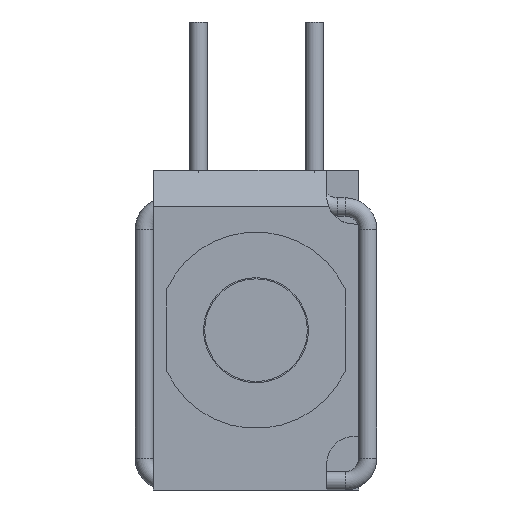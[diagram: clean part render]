
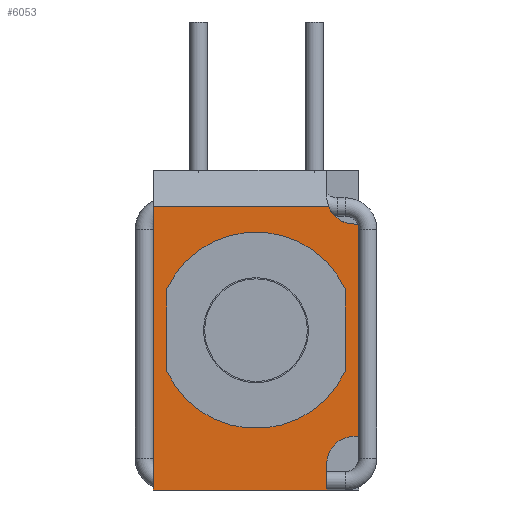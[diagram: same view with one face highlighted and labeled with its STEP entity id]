
A CAD part, front view. The second image highlights one B-rep face of the part: STEP entity #6053.
In plain terms, the highlighted planar face has unit normal (0, -1, 0).
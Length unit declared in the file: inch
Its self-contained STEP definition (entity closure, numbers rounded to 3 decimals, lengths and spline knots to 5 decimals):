
#908=CARTESIAN_POINT('',(0.08858,-0.22953,0.09154));
#909=VERTEX_POINT('',#908);
#916=CARTESIAN_POINT('',(0.08858,-0.22953,-0.09154));
#917=VERTEX_POINT('',#916);
#918=CARTESIAN_POINT('',(0.08858,-0.22953,-0.09154));
#919=DIRECTION('',(0.0,0.0,1.0));
#920=VECTOR('',#919,0.18307);
#921=LINE('',#918,#920);
#922=EDGE_CURVE('',#917,#909,#921,.T.);
#5627=CARTESIAN_POINT('',(0.08465,-0.22953,-0.09154));
#5628=VERTEX_POINT('',#5627);
#5635=CARTESIAN_POINT('',(0.06102,-0.22953,-0.11516));
#5636=VERTEX_POINT('',#5635);
#5637=CARTESIAN_POINT('',(0.08465,-0.22953,-0.11516));
#5638=DIRECTION('',(0.0,1.0,0.0));
#5639=DIRECTION('',(0.0,0.0,1.0));
#5640=AXIS2_PLACEMENT_3D('',#5637,#5638,#5639);
#5641=CIRCLE('',#5640,0.02362);
#5642=EDGE_CURVE('',#5636,#5628,#5641,.T.);
#5660=CARTESIAN_POINT('',(0.06102,-0.22953,-0.1378));
#5661=VERTEX_POINT('',#5660);
#5662=CARTESIAN_POINT('',(0.06102,-0.22953,-0.1378));
#5663=DIRECTION('',(0.0,0.0,1.0));
#5664=VECTOR('',#5663,0.02264);
#5665=LINE('',#5662,#5664);
#5666=EDGE_CURVE('',#5661,#5636,#5665,.T.);
#5692=CARTESIAN_POINT('',(0.08465,-0.22953,-0.09154));
#5693=DIRECTION('',(1.0,0.0,0.0));
#5694=VECTOR('',#5693,0.00394);
#5695=LINE('',#5692,#5694);
#5696=EDGE_CURVE('',#5628,#917,#5695,.T.);
#5730=CARTESIAN_POINT('',(0.06275,-0.22953,0.1063));
#5731=VERTEX_POINT('',#5730);
#5739=CARTESIAN_POINT('',(0.08465,-0.22953,0.09154));
#5740=VERTEX_POINT('',#5739);
#5741=CARTESIAN_POINT('',(0.08465,-0.22953,0.11516));
#5742=DIRECTION('',(0.0,1.0,0.0));
#5743=DIRECTION('',(-1.0,0.0,0.0));
#5744=AXIS2_PLACEMENT_3D('',#5741,#5742,#5743);
#5745=CIRCLE('',#5744,0.02362);
#5746=EDGE_CURVE('',#5740,#5731,#5745,.T.);
#5767=CARTESIAN_POINT('',(0.08858,-0.22953,0.09154));
#5768=DIRECTION('',(-1.0,0.0,0.0));
#5769=VECTOR('',#5768,0.00394);
#5770=LINE('',#5767,#5769);
#5771=EDGE_CURVE('',#909,#5740,#5770,.T.);
#5819=CARTESIAN_POINT('',(-0.08858,-0.22953,0.1063));
#5820=VERTEX_POINT('',#5819);
#5827=CARTESIAN_POINT('',(0.06275,-0.22953,0.1063));
#5828=DIRECTION('',(-1.0,0.0,0.0));
#5829=VECTOR('',#5828,0.15133);
#5830=LINE('',#5827,#5829);
#5831=EDGE_CURVE('',#5731,#5820,#5830,.T.);
#5892=CARTESIAN_POINT('',(-0.07677,-0.22953,-0.03565));
#5893=VERTEX_POINT('',#5892);
#5900=CARTESIAN_POINT('',(0.07677,-0.22953,-0.03565));
#5901=VERTEX_POINT('',#5900);
#5902=CARTESIAN_POINT('',(0.0,-0.22953,0.0));
#5903=DIRECTION('',(0.0,1.0,0.0));
#5904=DIRECTION('',(-0.907,0.0,-0.421));
#5905=AXIS2_PLACEMENT_3D('',#5902,#5903,#5904);
#5906=CIRCLE('',#5905,0.08465);
#5907=EDGE_CURVE('',#5901,#5893,#5906,.T.);
#5931=CARTESIAN_POINT('',(-0.07677,-0.22953,0.03565));
#5932=VERTEX_POINT('',#5931);
#5939=CARTESIAN_POINT('',(-0.07677,-0.22953,-0.03565));
#5940=DIRECTION('',(0.0,0.0,1.0));
#5941=VECTOR('',#5940,0.0713);
#5942=LINE('',#5939,#5941);
#5943=EDGE_CURVE('',#5893,#5932,#5942,.T.);
#5963=CARTESIAN_POINT('',(0.07677,-0.22953,0.03565));
#5964=VERTEX_POINT('',#5963);
#5971=CARTESIAN_POINT('',(0.0,-0.22953,0.0));
#5972=DIRECTION('',(0.0,1.0,0.0));
#5973=DIRECTION('',(0.907,0.0,0.421));
#5974=AXIS2_PLACEMENT_3D('',#5971,#5972,#5973);
#5975=CIRCLE('',#5974,0.08465);
#5976=EDGE_CURVE('',#5932,#5964,#5975,.T.);
#5994=CARTESIAN_POINT('',(0.07677,-0.22953,0.03565));
#5995=DIRECTION('',(0.0,0.0,-1.0));
#5996=VECTOR('',#5995,0.0713);
#5997=LINE('',#5994,#5996);
#5998=EDGE_CURVE('',#5964,#5901,#5997,.T.);
#6019=CARTESIAN_POINT('',(-0.09744,-0.22953,0.1185));
#6020=DIRECTION('',(0.0,-1.0,0.0));
#6021=DIRECTION('',(0.0,0.0,-1.0));
#6022=AXIS2_PLACEMENT_3D('',#6019,#6020,#6021);
#6023=PLANE('',#6022);
#6024=ORIENTED_EDGE('',*,*,#5696,.T.);
#6025=ORIENTED_EDGE('',*,*,#922,.T.);
#6026=ORIENTED_EDGE('',*,*,#5771,.T.);
#6027=ORIENTED_EDGE('',*,*,#5746,.T.);
#6028=ORIENTED_EDGE('',*,*,#5831,.T.);
#6029=CARTESIAN_POINT('',(-0.08858,-0.22953,-0.1378));
#6030=VERTEX_POINT('',#6029);
#6031=CARTESIAN_POINT('',(-0.08858,-0.22953,0.1063));
#6032=DIRECTION('',(0.0,0.0,-1.0));
#6033=VECTOR('',#6032,0.24409);
#6034=LINE('',#6031,#6033);
#6035=EDGE_CURVE('',#5820,#6030,#6034,.T.);
#6036=ORIENTED_EDGE('',*,*,#6035,.T.);
#6037=CARTESIAN_POINT('',(-0.08858,-0.22953,-0.1378));
#6038=DIRECTION('',(1.0,0.0,0.0));
#6039=VECTOR('',#6038,0.14961);
#6040=LINE('',#6037,#6039);
#6041=EDGE_CURVE('',#6030,#5661,#6040,.T.);
#6042=ORIENTED_EDGE('',*,*,#6041,.T.);
#6043=ORIENTED_EDGE('',*,*,#5666,.T.);
#6044=ORIENTED_EDGE('',*,*,#5642,.T.);
#6045=EDGE_LOOP('',(#6024,#6025,#6026,#6027,#6028,#6036,#6042,#6043,#6044));
#6046=FACE_OUTER_BOUND('',#6045,.T.);
#6047=ORIENTED_EDGE('',*,*,#5907,.T.);
#6048=ORIENTED_EDGE('',*,*,#5943,.T.);
#6049=ORIENTED_EDGE('',*,*,#5976,.T.);
#6050=ORIENTED_EDGE('',*,*,#5998,.T.);
#6051=EDGE_LOOP('',(#6047,#6048,#6049,#6050));
#6052=FACE_BOUND('',#6051,.T.);
#6053=ADVANCED_FACE('',(#6046,#6052),#6023,.T.);
